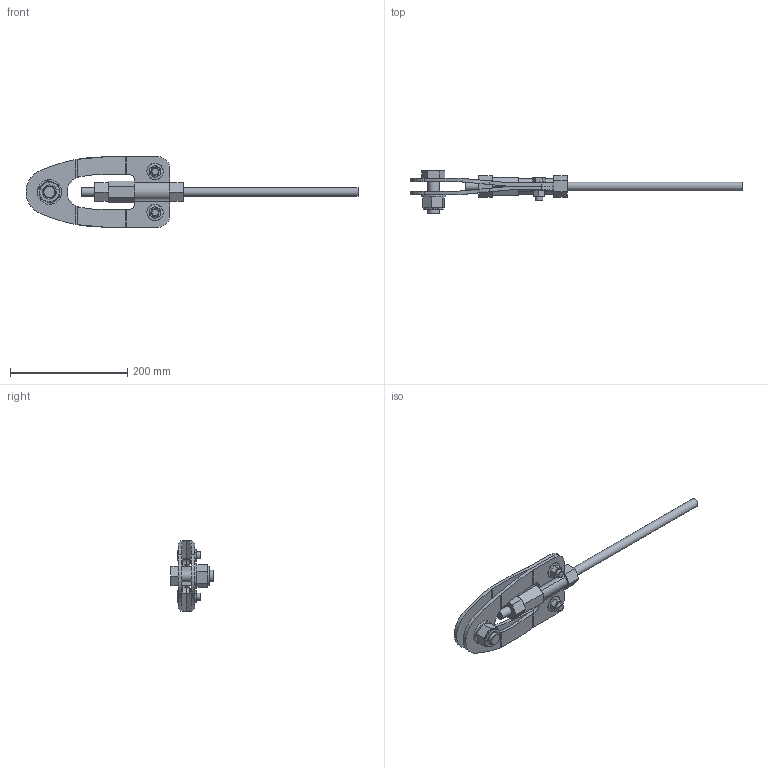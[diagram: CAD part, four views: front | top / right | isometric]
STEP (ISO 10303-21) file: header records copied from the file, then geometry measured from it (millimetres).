
FILE_DESCRIPTION (( 'STEP AP214' ), '1' );
FILE_NAME ('DB15EC.STEP', '2017-03-09T00:03:20', ( 'user' ), ( 'Hewlett-Packard Company' ), 'SwSTEP 2.0', 'SolidWorks 2015', '' );
FILE_SCHEMA (( 'AUTOMOTIVE_DESIGN' ));
Length unit declared in the file: millimetre
Products named in the file (10): DB25EC; NUT_M12-FLANGED; DB25; DB15EC; DB25-HALF NUT; BOLT_M12-FLANGED; BOLT_M20X60; DB25-NUT; NUT_M20-NYLOC; WASHER_M20
Assembly tree (13 placements, depth 2):
  DB15EC
    DB25EC  x2
    DB25-NUT
    DB25-HALF NUT  x2
    DB25
    BOLT_M20X60
    BOLT_M12-FLANGED  x2
    NUT_M12-FLANGED  x2
    NUT_M20-NYLOC
    WASHER_M20
Bounding box: 566 x 73 x 120 mm (x, y, z)
Volume: 446104.3 mm3; surface area: 157270.5 mm2
Topology: 14 solids, 14 shells, 316 faces, 769 edges, 481 vertices
Faces by surface type: plane 120, cylinder 116, bspline 60, torus 16, cone 4
Full cylindrical faces by diameter (mm): 12 x4, 14 x4, 15 x4, 20 x3, 22 x2, 24 x3, 28 x4, 34 x1, 42 x1
Entity records: 9381 total; most frequent: CARTESIAN_POINT 4643, ORIENTED_EDGE 946, DIRECTION 736, EDGE_CURVE 473, VERTEX_POINT 307, AXIS2_PLACEMENT_3D 270, EDGE_LOOP 260, FACE_OUTER_BOUND 237
